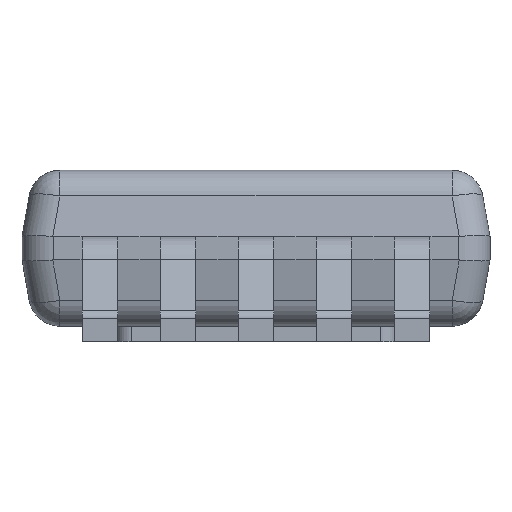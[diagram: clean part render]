
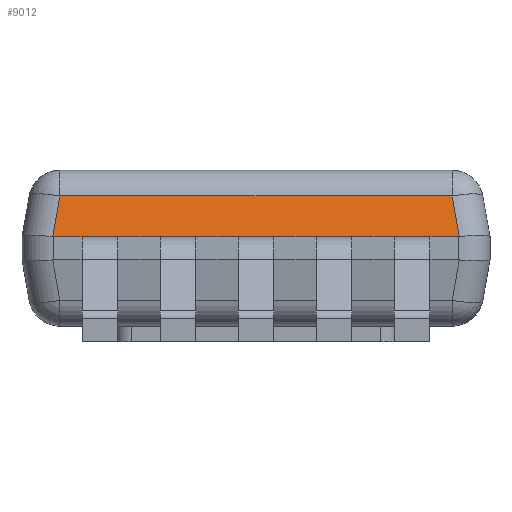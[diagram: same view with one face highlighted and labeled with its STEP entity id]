
A CAD part, front view. The second image highlights one B-rep face of the part: STEP entity #9012.
In plain terms, the highlighted planar face has unit normal (0, -0.985, 0.174).
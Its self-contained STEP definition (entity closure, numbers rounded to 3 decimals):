
#291 = CARTESIAN_POINT ( 'NONE',  ( 1.303, -1.5, 0.675 ) ) ;
#390 = VECTOR ( 'NONE', #5307, 1000. ) ;
#566 = EDGE_LOOP ( 'NONE', ( #19315, #13359, #5890, #18996, #4123, #10031, #8959, #15295, #8897, #3402, #10714, #15953, #20301, #15674, #10383, #19023 ) ) ;
#605 = CARTESIAN_POINT ( 'NONE',  ( -0.385, -1.5, 0.675 ) ) ;
#613 = LINE ( 'NONE', #8179, #15028 ) ;
#1000 = VERTEX_POINT ( 'NONE', #291 ) ;
#1024 = EDGE_CURVE ( 'NONE', #7685, #4698, #11549, .T. ) ;
#1153 = VERTEX_POINT ( 'NONE', #8660 ) ;
#1178 = LINE ( 'NONE', #5825, #17245 ) ;
#1328 = CARTESIAN_POINT ( 'NONE',  ( -0.885, -1.5, 0.675 ) ) ;
#2085 = CARTESIAN_POINT ( 'NONE',  ( -1.257, -1.454, 0.935 ) ) ;
#2252 = VERTEX_POINT ( 'NONE', #14253 ) ;
#2437 = DIRECTION ( 'NONE',  ( -1., 0., 0. ) ) ;
#2565 = EDGE_CURVE ( 'NONE', #2252, #4960, #3859, .T. ) ;
#3094 = CARTESIAN_POINT ( 'NONE',  ( 1.257, -1.454, 0.935 ) ) ;
#3284 = DIRECTION ( 'NONE',  ( -1., 0., 0. ) ) ;
#3402 = ORIENTED_EDGE ( 'NONE', *, *, #1024, .F. ) ;
#3859 = LINE ( 'NONE', #3959, #17867 ) ;
#3894 = CARTESIAN_POINT ( 'NONE',  ( -1.5, -1.5, 0.675 ) ) ;
#3959 = CARTESIAN_POINT ( 'NONE',  ( 0.615, -1.5, 0.675 ) ) ;
#4013 = VERTEX_POINT ( 'NONE', #13929 ) ;
#4123 = ORIENTED_EDGE ( 'NONE', *, *, #6972, .T. ) ;
#4150 = EDGE_CURVE ( 'NONE', #17375, #10588, #1178, .T. ) ;
#4446 = EDGE_CURVE ( 'NONE', #19077, #12785, #11796, .T. ) ;
#4698 = VERTEX_POINT ( 'NONE', #14444 ) ;
#4886 = CARTESIAN_POINT ( 'NONE',  ( 0.385, -1.5, 0.675 ) ) ;
#4933 = PLANE ( 'NONE',  #9137 ) ;
#4960 = VERTEX_POINT ( 'NONE', #4886 ) ;
#5064 = VECTOR ( 'NONE', #11567, 1000. ) ;
#5307 = DIRECTION ( 'NONE',  ( -1., 0., 0. ) ) ;
#5321 = CARTESIAN_POINT ( 'NONE',  ( 0., -1.425, 1.1 ) ) ;
#5602 = LINE ( 'NONE', #6951, #7138 ) ;
#5606 = CARTESIAN_POINT ( 'NONE',  ( -1.192, -1.389, 1.304 ) ) ;
#5746 = LINE ( 'NONE', #3894, #13821 ) ;
#5803 = VERTEX_POINT ( 'NONE', #15579 ) ;
#5825 = CARTESIAN_POINT ( 'NONE',  ( 0., -1.454, 0.935 ) ) ;
#5890 = ORIENTED_EDGE ( 'NONE', *, *, #7596, .T. ) ;
#6038 = CARTESIAN_POINT ( 'NONE',  ( 1.3, -1.5, 0.675 ) ) ;
#6146 = CARTESIAN_POINT ( 'NONE',  ( 1.3, -1.5, 0.675 ) ) ;
#6548 = EDGE_CURVE ( 'NONE', #17637, #1153, #12389, .T. ) ;
#6774 = LINE ( 'NONE', #13110, #8074 ) ;
#6784 = DIRECTION ( 'NONE',  ( -1., 0., 0. ) ) ;
#6808 = EDGE_CURVE ( 'NONE', #19077, #1000, #18805, .T. ) ;
#6819 = VECTOR ( 'NONE', #15187, 1000. ) ;
#6864 = CARTESIAN_POINT ( 'NONE',  ( -1.3, -1.5, 0.675 ) ) ;
#6951 = CARTESIAN_POINT ( 'NONE',  ( 0.115, -1.5, 0.675 ) ) ;
#6972 = EDGE_CURVE ( 'NONE', #10588, #15190, #19752, .T. ) ;
#7087 = VERTEX_POINT ( 'NONE', #14312 ) ;
#7119 = CARTESIAN_POINT ( 'NONE',  ( -1.5, -1.5, 0.675 ) ) ;
#7138 = VECTOR ( 'NONE', #11924, 1000. ) ;
#7393 = DIRECTION ( 'NONE',  ( -1., 0., 0. ) ) ;
#7501 = DIRECTION ( 'NONE',  ( -0.171, -0.171, -0.97 ) ) ;
#7596 = EDGE_CURVE ( 'NONE', #1000, #17375, #6774, .T. ) ;
#7685 = VERTEX_POINT ( 'NONE', #7724 ) ;
#7724 = CARTESIAN_POINT ( 'NONE',  ( -0.385, -1.5, 0.675 ) ) ;
#8074 = VECTOR ( 'NONE', #17940, 1000. ) ;
#8179 = CARTESIAN_POINT ( 'NONE',  ( -1.5, -1.5, 0.675 ) ) ;
#8660 = CARTESIAN_POINT ( 'NONE',  ( -1.115, -1.5, 0.675 ) ) ;
#8711 = DIRECTION ( 'NONE',  ( -1., 0., 0. ) ) ;
#8736 = EDGE_CURVE ( 'NONE', #4013, #2252, #613, .T. ) ;
#8897 = ORIENTED_EDGE ( 'NONE', *, *, #10127, .F. ) ;
#8959 = ORIENTED_EDGE ( 'NONE', *, *, #17435, .F. ) ;
#9012 = ADVANCED_FACE ( 'NONE', ( #15997 ), #4933, .T. ) ;
#9137 = AXIS2_PLACEMENT_3D ( 'NONE', #5321, #11336, #3284 ) ;
#9357 = VECTOR ( 'NONE', #16636, 1000. ) ;
#9763 = EDGE_CURVE ( 'NONE', #4960, #7087, #16721, .T. ) ;
#9939 = CARTESIAN_POINT ( 'NONE',  ( 1.115, -1.5, 0.675 ) ) ;
#9974 = CARTESIAN_POINT ( 'NONE',  ( -1.301, -1.5, 0.675 ) ) ;
#10031 = ORIENTED_EDGE ( 'NONE', *, *, #10266, .T. ) ;
#10127 = EDGE_CURVE ( 'NONE', #4698, #17637, #5746, .T. ) ;
#10266 = EDGE_CURVE ( 'NONE', #15190, #16175, #15243, .T. ) ;
#10349 = CARTESIAN_POINT ( 'NONE',  ( -1.5, -1.5, 0.675 ) ) ;
#10383 = ORIENTED_EDGE ( 'NONE', *, *, #8736, .F. ) ;
#10588 = VERTEX_POINT ( 'NONE', #2085 ) ;
#10700 = CARTESIAN_POINT ( 'NONE',  ( -0.885, -1.5, 0.675 ) ) ;
#10711 = CARTESIAN_POINT ( 'NONE',  ( -1.3, -1.5, 0.675 ) ) ;
#10714 = ORIENTED_EDGE ( 'NONE', *, *, #18862, .F. ) ;
#10779 = VECTOR ( 'NONE', #7501, 1000. ) ;
#11336 = DIRECTION ( 'NONE',  ( 0., -0.985, 0.174 ) ) ;
#11549 = LINE ( 'NONE', #605, #18034 ) ;
#11567 = DIRECTION ( 'NONE',  ( -1., 0., 0. ) ) ;
#11623 = CARTESIAN_POINT ( 'NONE',  ( -1.5, -1.5, 0.675 ) ) ;
#11796 = LINE ( 'NONE', #10349, #9357 ) ;
#11924 = DIRECTION ( 'NONE',  ( -1., 0., 0. ) ) ;
#12389 = LINE ( 'NONE', #1328, #15035 ) ;
#12785 = VERTEX_POINT ( 'NONE', #19386 ) ;
#12936 = LINE ( 'NONE', #16128, #5064 ) ;
#12997 = LINE ( 'NONE', #11623, #390 ) ;
#13060 = LINE ( 'NONE', #9939, #14280 ) ;
#13110 = CARTESIAN_POINT ( 'NONE',  ( 1.192, -1.389, 1.304 ) ) ;
#13191 = CARTESIAN_POINT ( 'NONE',  ( -1.302, -1.5, 0.675 ) ) ;
#13229 = DIRECTION ( 'NONE',  ( -1., 0., 0. ) ) ;
#13359 = ORIENTED_EDGE ( 'NONE', *, *, #6808, .T. ) ;
#13821 = VECTOR ( 'NONE', #2437, 1000. ) ;
#13929 = CARTESIAN_POINT ( 'NONE',  ( 0.885, -1.5, 0.675 ) ) ;
#13963 = DIRECTION ( 'NONE',  ( -1., 0., 0. ) ) ;
#14033 = CARTESIAN_POINT ( 'NONE',  ( 1.301, -1.5, 0.675 ) ) ;
#14253 = CARTESIAN_POINT ( 'NONE',  ( 0.615, -1.5, 0.675 ) ) ;
#14280 = VECTOR ( 'NONE', #14311, 1000. ) ;
#14311 = DIRECTION ( 'NONE',  ( -1., 0., 0. ) ) ;
#14312 = CARTESIAN_POINT ( 'NONE',  ( 0.115, -1.5, 0.675 ) ) ;
#14444 = CARTESIAN_POINT ( 'NONE',  ( -0.615, -1.5, 0.675 ) ) ;
#14448 = CARTESIAN_POINT ( 'NONE',  ( -1.303, -1.5, 0.675 ) ) ;
#14480 = EDGE_CURVE ( 'NONE', #7087, #5803, #5602, .T. ) ;
#15028 = VECTOR ( 'NONE', #13229, 1000. ) ;
#15035 = VECTOR ( 'NONE', #13963, 1000. ) ;
#15187 = DIRECTION ( 'NONE',  ( -1., 0., 0. ) ) ;
#15190 = VERTEX_POINT ( 'NONE', #19459 ) ;
#15243 =( BOUNDED_CURVE ( )  B_SPLINE_CURVE ( 3, ( #14448, #13191, #9974, #6864 ),
 .UNSPECIFIED., .F., .T. ) 
 B_SPLINE_CURVE_WITH_KNOTS ( ( 4, 4 ),
 ( 6.268, 6.283 ),
 .UNSPECIFIED. ) 
 CURVE ( )  GEOMETRIC_REPRESENTATION_ITEM ( )  RATIONAL_B_SPLINE_CURVE ( ( 1., 1., 1., 1. ) ) 
 REPRESENTATION_ITEM ( '' )  );
#15295 = ORIENTED_EDGE ( 'NONE', *, *, #6548, .F. ) ;
#15579 = CARTESIAN_POINT ( 'NONE',  ( -0.115, -1.5, 0.675 ) ) ;
#15674 = ORIENTED_EDGE ( 'NONE', *, *, #2565, .F. ) ;
#15953 = ORIENTED_EDGE ( 'NONE', *, *, #14480, .F. ) ;
#15997 = FACE_OUTER_BOUND ( 'NONE', #566, .T. ) ;
#16128 = CARTESIAN_POINT ( 'NONE',  ( -1.5, -1.5, 0.675 ) ) ;
#16175 = VERTEX_POINT ( 'NONE', #10711 ) ;
#16606 = EDGE_CURVE ( 'NONE', #12785, #4013, #13060, .T. ) ;
#16636 = DIRECTION ( 'NONE',  ( -1., 0., 0. ) ) ;
#16721 = LINE ( 'NONE', #7119, #6819 ) ;
#17245 = VECTOR ( 'NONE', #7393, 1000. ) ;
#17375 = VERTEX_POINT ( 'NONE', #3094 ) ;
#17435 = EDGE_CURVE ( 'NONE', #1153, #16175, #12936, .T. ) ;
#17494 = CARTESIAN_POINT ( 'NONE',  ( 1.302, -1.5, 0.675 ) ) ;
#17637 = VERTEX_POINT ( 'NONE', #10700 ) ;
#17867 = VECTOR ( 'NONE', #8711, 1000. ) ;
#17940 = DIRECTION ( 'NONE',  ( -0.171, 0.171, 0.97 ) ) ;
#18034 = VECTOR ( 'NONE', #6784, 1000. ) ;
#18667 = CARTESIAN_POINT ( 'NONE',  ( 1.303, -1.5, 0.675 ) ) ;
#18805 =( BOUNDED_CURVE ( )  B_SPLINE_CURVE ( 3, ( #6146, #14033, #17494, #18667 ),
 .UNSPECIFIED., .F., .F. ) 
 B_SPLINE_CURVE_WITH_KNOTS ( ( 4, 4 ),
 ( 0., 0.015 ),
 .UNSPECIFIED. ) 
 CURVE ( )  GEOMETRIC_REPRESENTATION_ITEM ( )  RATIONAL_B_SPLINE_CURVE ( ( 1., 1., 1., 1. ) ) 
 REPRESENTATION_ITEM ( '' )  );
#18862 = EDGE_CURVE ( 'NONE', #5803, #7685, #12997, .T. ) ;
#18996 = ORIENTED_EDGE ( 'NONE', *, *, #4150, .T. ) ;
#19023 = ORIENTED_EDGE ( 'NONE', *, *, #16606, .F. ) ;
#19077 = VERTEX_POINT ( 'NONE', #6038 ) ;
#19315 = ORIENTED_EDGE ( 'NONE', *, *, #4446, .F. ) ;
#19386 = CARTESIAN_POINT ( 'NONE',  ( 1.115, -1.5, 0.675 ) ) ;
#19459 = CARTESIAN_POINT ( 'NONE',  ( -1.303, -1.5, 0.675 ) ) ;
#19752 = LINE ( 'NONE', #5606, #10779 ) ;
#20301 = ORIENTED_EDGE ( 'NONE', *, *, #9763, .F. ) ;
